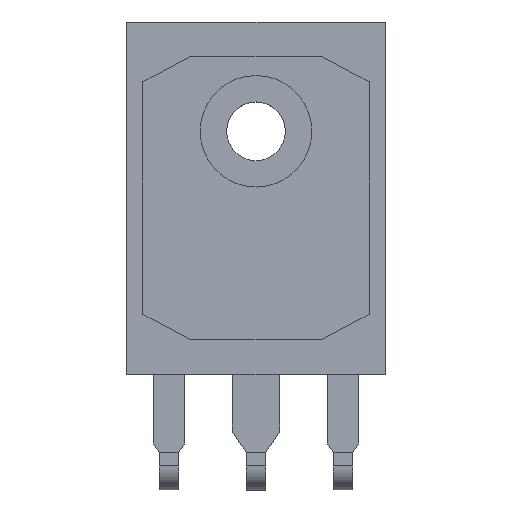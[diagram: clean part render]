
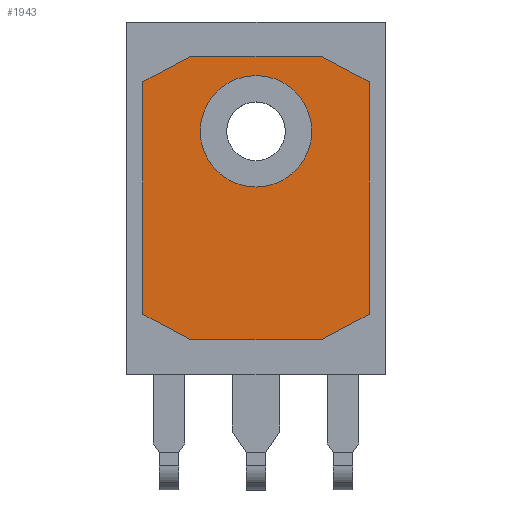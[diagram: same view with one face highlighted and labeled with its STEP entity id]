
A CAD part, top view. The second image highlights one B-rep face of the part: STEP entity #1943.
In plain terms, the highlighted planar face has unit normal (0, 0, 1).
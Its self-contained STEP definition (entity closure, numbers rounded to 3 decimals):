
#1597=CARTESIAN_POINT('',(3.5,22.,5.2));
#1598=VERTEX_POINT('',#1597);
#1614=CARTESIAN_POINT('',(-3.5,22.,5.2));
#1615=VERTEX_POINT('',#1614);
#1622=CARTESIAN_POINT('',(0.,22.,5.2));
#1623=DIRECTION('',(0.0,0.0,-1.0));
#1624=DIRECTION('',(1.0,0.0,0.0));
#1625=AXIS2_PLACEMENT_3D('',#1622,#1623,#1624);
#1626=CIRCLE('',#1625,3.5);
#1627=EDGE_CURVE('',#1598,#1615,#1626,.T.);
#1638=CARTESIAN_POINT('',(0.,22.,5.2));
#1639=DIRECTION('',(0.0,0.0,-1.0));
#1640=DIRECTION('',(1.0,0.0,0.0));
#1641=AXIS2_PLACEMENT_3D('',#1638,#1639,#1640);
#1642=CIRCLE('',#1641,3.5);
#1643=EDGE_CURVE('',#1615,#1598,#1642,.T.);
#1671=CARTESIAN_POINT('',(7.1,10.51,5.2));
#1672=VERTEX_POINT('',#1671);
#1679=CARTESIAN_POINT('',(4.1,8.92,5.2));
#1680=VERTEX_POINT('',#1679);
#1681=CARTESIAN_POINT('',(7.1,10.51,5.2));
#1682=DIRECTION('',(-0.884,-0.468,0.));
#1683=VECTOR('',#1682,3.395);
#1684=LINE('',#1681,#1683);
#1685=EDGE_CURVE('',#1672,#1680,#1684,.T.);
#1709=CARTESIAN_POINT('',(7.1,25.11,5.2));
#1710=VERTEX_POINT('',#1709);
#1717=CARTESIAN_POINT('',(7.1,25.11,5.2));
#1718=DIRECTION('',(0.0,-1.0,0.0));
#1719=VECTOR('',#1718,14.6);
#1720=LINE('',#1717,#1719);
#1721=EDGE_CURVE('',#1710,#1672,#1720,.T.);
#1740=CARTESIAN_POINT('',(4.1,26.7,5.2));
#1741=VERTEX_POINT('',#1740);
#1748=CARTESIAN_POINT('',(4.1,26.7,5.2));
#1749=DIRECTION('',(0.884,-0.468,0.));
#1750=VECTOR('',#1749,3.395);
#1751=LINE('',#1748,#1750);
#1752=EDGE_CURVE('',#1741,#1710,#1751,.T.);
#1771=CARTESIAN_POINT('',(-4.1,26.7,5.2));
#1772=VERTEX_POINT('',#1771);
#1779=CARTESIAN_POINT('',(-4.1,26.7,5.2));
#1780=DIRECTION('',(1.0,0.0,0.0));
#1781=VECTOR('',#1780,8.2);
#1782=LINE('',#1779,#1781);
#1783=EDGE_CURVE('',#1772,#1741,#1782,.T.);
#1802=CARTESIAN_POINT('',(-7.1,25.11,5.2));
#1803=VERTEX_POINT('',#1802);
#1810=CARTESIAN_POINT('',(-7.1,25.11,5.2));
#1811=DIRECTION('',(0.884,0.468,0.));
#1812=VECTOR('',#1811,3.395);
#1813=LINE('',#1810,#1812);
#1814=EDGE_CURVE('',#1803,#1772,#1813,.T.);
#1833=CARTESIAN_POINT('',(-7.1,10.51,5.2));
#1834=VERTEX_POINT('',#1833);
#1841=CARTESIAN_POINT('',(-7.1,10.51,5.2));
#1842=DIRECTION('',(0.0,1.0,0.0));
#1843=VECTOR('',#1842,14.6);
#1844=LINE('',#1841,#1843);
#1845=EDGE_CURVE('',#1834,#1803,#1844,.T.);
#1864=CARTESIAN_POINT('',(-4.1,8.92,5.2));
#1865=VERTEX_POINT('',#1864);
#1872=CARTESIAN_POINT('',(-4.1,8.92,5.2));
#1873=DIRECTION('',(-0.884,0.468,0.));
#1874=VECTOR('',#1873,3.395);
#1875=LINE('',#1872,#1874);
#1876=EDGE_CURVE('',#1865,#1834,#1875,.T.);
#1894=CARTESIAN_POINT('',(4.1,8.92,5.2));
#1895=DIRECTION('',(-1.0,0.0,0.0));
#1896=VECTOR('',#1895,8.2);
#1897=LINE('',#1894,#1896);
#1898=EDGE_CURVE('',#1680,#1865,#1897,.T.);
#1924=CARTESIAN_POINT('',(0.,17.81,5.2));
#1925=DIRECTION('',(0.0,0.0,-1.0));
#1926=DIRECTION('',(-1.0,0.0,0.0));
#1927=AXIS2_PLACEMENT_3D('',#1924,#1925,#1926);
#1928=PLANE('',#1927);
#1929=ORIENTED_EDGE('',*,*,#1898,.F.);
#1930=ORIENTED_EDGE('',*,*,#1685,.F.);
#1931=ORIENTED_EDGE('',*,*,#1721,.F.);
#1932=ORIENTED_EDGE('',*,*,#1752,.F.);
#1933=ORIENTED_EDGE('',*,*,#1783,.F.);
#1934=ORIENTED_EDGE('',*,*,#1814,.F.);
#1935=ORIENTED_EDGE('',*,*,#1845,.F.);
#1936=ORIENTED_EDGE('',*,*,#1876,.F.);
#1937=EDGE_LOOP('',(#1929,#1930,#1931,#1932,#1933,#1934,#1935,#1936));
#1938=FACE_OUTER_BOUND('',#1937,.T.);
#1939=ORIENTED_EDGE('',*,*,#1627,.T.);
#1940=ORIENTED_EDGE('',*,*,#1643,.T.);
#1941=EDGE_LOOP('',(#1939,#1940));
#1942=FACE_BOUND('',#1941,.T.);
#1943=ADVANCED_FACE('',(#1938,#1942),#1928,.F.);
